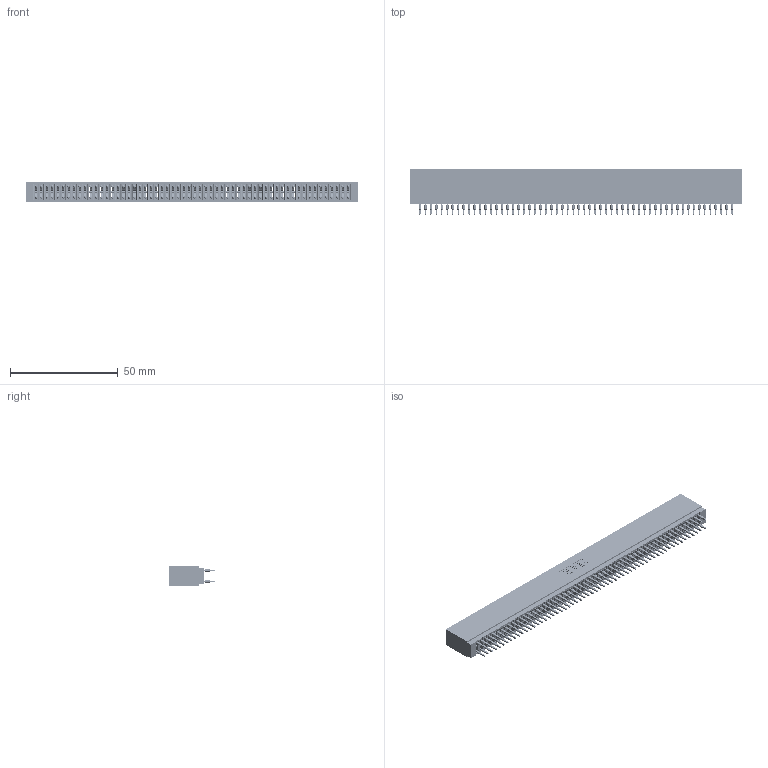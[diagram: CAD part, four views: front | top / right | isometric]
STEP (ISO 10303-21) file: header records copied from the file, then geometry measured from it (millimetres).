
FILE_DESCRIPTION (( 'STEP AP203' ), '1' );
FILE_NAME ('745-116-525-201.STEP', '2026-02-27T00:56:03', ( '' ), ( '' ), 'SwSTEP 2.0', 'SolidWorks 2023', '' );
FILE_SCHEMA (( 'CONFIG_CONTROL_DESIGN' ));
Length unit declared in the file: millimetre
Products named in the file (3): 745 Part_Insulator Option - 01; 745-116-525-201; 745-292-001_525
Assembly tree (117 placements, depth 2):
  745-116-525-201
    745 Part_Insulator Option - 01
    745-292-001_525  x116
Bounding box: 153.92 x 21.22 x 8.89 mm (x, y, z)
Volume: 13733.8 mm3; surface area: 28182.7 mm2
Topology: 117 solids, 117 shells, 10477 faces, 28156 edges, 17688 vertices
Faces by surface type: plane 5391, bspline 2320, cylinder 2070, torus 696
Entity records: 95460 total; most frequent: CARTESIAN_POINT 17055, ORIENTED_EDGE 16522, DIRECTION 14419, EDGE_CURVE 8261, VECTOR 7731, LINE 7731, VERTEX_POINT 5268, AXIS2_PLACEMENT_3D 3344
